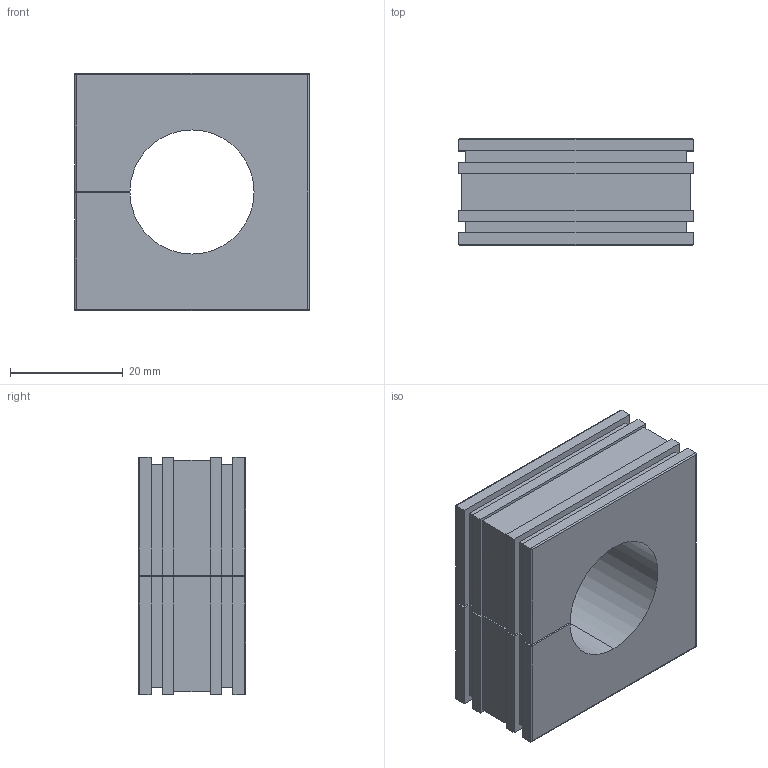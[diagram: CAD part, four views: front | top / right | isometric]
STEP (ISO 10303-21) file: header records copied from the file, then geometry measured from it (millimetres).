
FILE_DESCRIPTION(('STEP AP242'),'1');
FILE_NAME('41222.stp','2020-06-03T11:51:48',('TraceParts'),('TraceParts S.A.'),'Spatial InterOp 3D',' ',' ');
FILE_SCHEMA(('AP242_MANAGED_MODEL_BASED_3D_ENGINEERING_MIM_LF {1 0 10303 442 1 1 4}'));
Length unit declared in the file: millimetre
Products named in the file (1): 41222
Bounding box: 41.5 x 19 x 42 mm (x, y, z)
Volume: 24483.8 mm3; surface area: 8430.1 mm2
Topology: 1 solids, 1 shells, 87 faces, 238 edges, 156 vertices
Faces by surface type: plane 60, cylinder 15, bspline 12
Entity records: 3445 total; most frequent: CARTESIAN_POINT 1318, ORIENTED_EDGE 476, DIRECTION 372, EDGE_CURVE 238, LINE 192, VECTOR 192, VERTEX_POINT 156, AXIS2_PLACEMENT_3D 90
